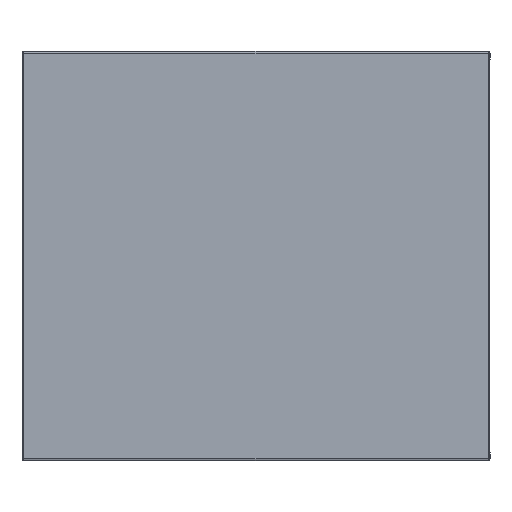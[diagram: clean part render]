
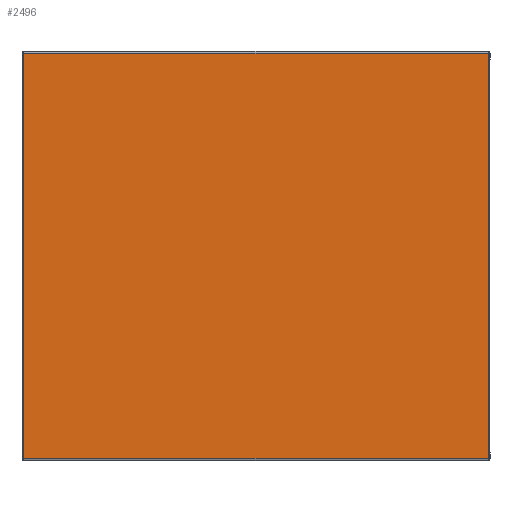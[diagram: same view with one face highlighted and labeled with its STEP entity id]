
A CAD part, left-side view. The second image highlights one B-rep face of the part: STEP entity #2496.
In plain terms, the highlighted planar face has unit normal (-1, 0, 0).
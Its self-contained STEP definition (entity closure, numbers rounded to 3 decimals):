
#192 = DIRECTION ( 'NONE',  ( 0., 0., -1. ) ) ;
#202 = CARTESIAN_POINT ( 'NONE',  ( -1., -0.595, 1.045 ) ) ;
#230 = ORIENTED_EDGE ( 'NONE', *, *, #4738, .T. ) ;
#236 = LINE ( 'NONE', #3543, #1262 ) ;
#446 = LINE ( 'NONE', #548, #1469 ) ;
#510 = DIRECTION ( 'NONE',  ( 1., 0., 0. ) ) ;
#533 = EDGE_CURVE ( 'NONE', #1045, #4878, #3722, .T. ) ;
#548 = CARTESIAN_POINT ( 'NONE',  ( -1., -0.6, 0.005 ) ) ;
#574 = DIRECTION ( 'NONE',  ( 0., -1., 0. ) ) ;
#586 = CARTESIAN_POINT ( 'NONE',  ( -1., 0.595, 0.005 ) ) ;
#1037 = EDGE_LOOP ( 'NONE', ( #4319, #4940, #5583, #230 ) ) ;
#1045 = VERTEX_POINT ( 'NONE', #3491 ) ;
#1262 = VECTOR ( 'NONE', #1392, 1000. ) ;
#1392 = DIRECTION ( 'NONE',  ( 0., 0., 1. ) ) ;
#1469 = VECTOR ( 'NONE', #574, 1000. ) ;
#1976 = DIRECTION ( 'NONE',  ( 0., 0., -1. ) ) ;
#2193 = DIRECTION ( 'NONE',  ( 0., 1., 0. ) ) ;
#2214 = LINE ( 'NONE', #4805, #4513 ) ;
#2496 = ADVANCED_FACE ( 'NONE', ( #4216 ), #4814, .F. ) ;
#2787 = CARTESIAN_POINT ( 'NONE',  ( -1., 0.595, 0.02 ) ) ;
#3445 = VECTOR ( 'NONE', #1976, 1000. ) ;
#3479 = AXIS2_PLACEMENT_3D ( 'NONE', #5269, #510, #192 ) ;
#3491 = CARTESIAN_POINT ( 'NONE',  ( -1., 0.595, 1.045 ) ) ;
#3543 = CARTESIAN_POINT ( 'NONE',  ( -1., -0.595, 0.02 ) ) ;
#3722 = LINE ( 'NONE', #2787, #3445 ) ;
#3760 = EDGE_CURVE ( 'NONE', #4878, #3812, #446, .T. ) ;
#3812 = VERTEX_POINT ( 'NONE', #4102 ) ;
#4102 = CARTESIAN_POINT ( 'NONE',  ( -1., -0.595, 0.005 ) ) ;
#4216 = FACE_OUTER_BOUND ( 'NONE', #1037, .T. ) ;
#4319 = ORIENTED_EDGE ( 'NONE', *, *, #4639, .T. ) ;
#4513 = VECTOR ( 'NONE', #2193, 1000. ) ;
#4639 = EDGE_CURVE ( 'NONE', #5008, #1045, #2214, .T. ) ;
#4738 = EDGE_CURVE ( 'NONE', #3812, #5008, #236, .T. ) ;
#4805 = CARTESIAN_POINT ( 'NONE',  ( -1., -0.6, 1.045 ) ) ;
#4814 = PLANE ( 'NONE',  #3479 ) ;
#4878 = VERTEX_POINT ( 'NONE', #586 ) ;
#4940 = ORIENTED_EDGE ( 'NONE', *, *, #533, .T. ) ;
#5008 = VERTEX_POINT ( 'NONE', #202 ) ;
#5269 = CARTESIAN_POINT ( 'NONE',  ( -1., -0.6, 0.02 ) ) ;
#5583 = ORIENTED_EDGE ( 'NONE', *, *, #3760, .T. ) ;
